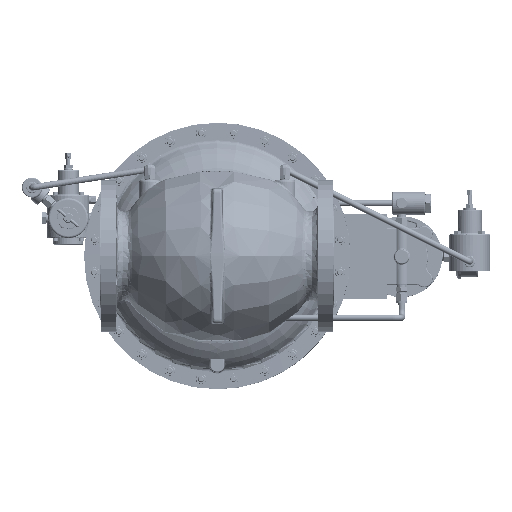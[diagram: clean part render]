
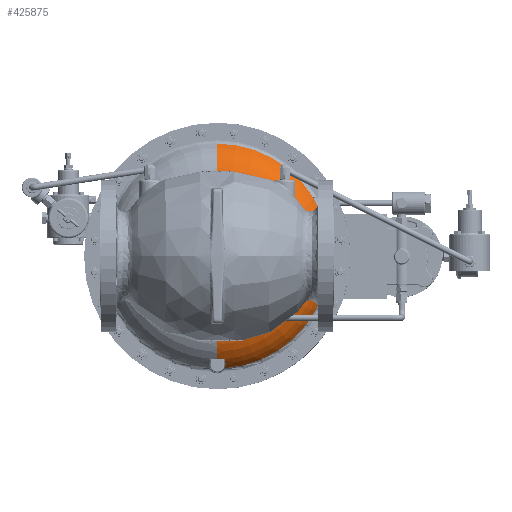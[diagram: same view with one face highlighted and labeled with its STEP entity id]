
A CAD part, front view. The second image highlights one B-rep face of the part: STEP entity #425875.
In plain terms, the highlighted toroidal (fillet/blend) face has major radius 106.491 mm and minor radius 71.438 mm.
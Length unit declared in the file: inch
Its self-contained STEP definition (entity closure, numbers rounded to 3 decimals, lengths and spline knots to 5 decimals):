
#5484 = CIRCLE ( 'NONE', #331454, 6.65423 ) ;
#8223 = AXIS2_PLACEMENT_3D ( 'NONE', #45754, #411953, #114477 ) ;
#12308 = ORIENTED_EDGE ( 'NONE', *, *, #409016, .T. ) ;
#17387 = CARTESIAN_POINT ( 'NONE',  ( 0.48461, 9.86377, -6.23697 ) ) ;
#18776 = DIRECTION ( 'NONE',  ( -1., 0., 0. ) ) ;
#20168 = VERTEX_POINT ( 'NONE', #296691 ) ;
#23209 = ORIENTED_EDGE ( 'NONE', *, *, #181299, .T. ) ;
#25462 = CARTESIAN_POINT ( 'NONE',  ( 0., 11.77634, 0. ) ) ;
#45754 = CARTESIAN_POINT ( 'NONE',  ( 0., 11.77634, 4.19257 ) ) ;
#45929 = CARTESIAN_POINT ( 'NONE',  ( 0., 9.0172, -4.73785 ) ) ;
#48179 = CARTESIAN_POINT ( 'NONE',  ( 0., 9.69753, -6.08697 ) ) ;
#48759 = VERTEX_POINT ( 'NONE', #48179 ) ;
#50256 = CARTESIAN_POINT ( 'NONE',  ( 0.42808, 9.71789, -6.09407 ) ) ;
#52873 = CARTESIAN_POINT ( 'NONE',  ( 0.49359, 10.12388, -6.44957 ) ) ;
#54457 = CARTESIAN_POINT ( 'NONE',  ( 0.47321, 10.36609, -6.60972 ) ) ;
#58743 = FACE_OUTER_BOUND ( 'NONE', #323666, .T. ) ;
#58816 = CARTESIAN_POINT ( 'NONE',  ( 0.49286, 10.21943, -6.51694 ) ) ;
#60540 = AXIS2_PLACEMENT_3D ( 'NONE', #109039, #375451, #315412 ) ;
#68766 = DIRECTION ( 'NONE',  ( 0., 0., -1. ) ) ;
#74061 = CARTESIAN_POINT ( 'NONE',  ( 0.47978, 9.78858, -6.16374 ) ) ;
#75326 = CARTESIAN_POINT ( 'NONE',  ( 0., 9.0172, 0. ) ) ;
#81313 = CARTESIAN_POINT ( 'NONE',  ( 0.36861, 9.69753, -6.0758 ) ) ;
#83500 = CARTESIAN_POINT ( 'NONE',  ( 0.37797, 9.69861, -6.07641 ) ) ;
#83945 = CARTESIAN_POINT ( 'NONE',  ( 0.48988, 10.01651, -6.36868 ) ) ;
#92039 = CARTESIAN_POINT ( 'NONE',  ( 0.49524, 10.17137, -6.48403 ) ) ;
#95283 = ORIENTED_EDGE ( 'NONE', *, *, #163086, .T. ) ;
#98642 = CARTESIAN_POINT ( 'NONE',  ( 0.35904, 9.69753, -6.07637 ) ) ;
#101588 = VERTEX_POINT ( 'NONE', #341005 ) ;
#105132 = CARTESIAN_POINT ( 'NONE',  ( 0.46954, 9.76251, -6.13806 ) ) ;
#109039 = CARTESIAN_POINT ( 'NONE',  ( 0., 9.69753, 0. ) ) ;
#109501 = CARTESIAN_POINT ( 'NONE',  ( 0.48249, 9.80192, -6.1768 ) ) ;
#111867 = CARTESIAN_POINT ( 'NONE',  ( 0.46185, 10.41604, -6.63818 ) ) ;
#113782 = CARTESIAN_POINT ( 'NONE',  ( 0.48296, 9.81555, -6.19006 ) ) ;
#114477 = DIRECTION ( 'NONE',  ( 0., 0., -1. ) ) ;
#115709 = VERTEX_POINT ( 'NONE', #45929 ) ;
#119099 = AXIS2_PLACEMENT_3D ( 'NONE', #258378, #18776, #429185 ) ;
#119405 = CARTESIAN_POINT ( 'NONE',  ( 0.48633, 9.91368, -6.28214 ) ) ;
#124178 = CIRCLE ( 'NONE', #60540, 6.08697 ) ;
#133237 = ORIENTED_EDGE ( 'NONE', *, *, #363305, .F. ) ;
#133515 = B_SPLINE_CURVE_WITH_KNOTS ( 'NONE', 3,
 ( #257014, #17387, #119405, #83945, #285880, #52873 ),
 .UNSPECIFIED., .F., .F.,
 ( 4, 2, 4 ),
 ( 0., 0.00513, 0.01025 ),
 .UNSPECIFIED. ) ;
#135814 = CIRCLE ( 'NONE', #8223, 2.8125 ) ;
#136135 = EDGE_CURVE ( 'NONE', #48759, #115709, #204320, .T. ) ;
#140459 = VERTEX_POINT ( 'NONE', #382553 ) ;
#163086 = EDGE_CURVE ( 'NONE', #48759, #436792, #124178, .T. ) ;
#165644 = AXIS2_PLACEMENT_3D ( 'NONE', #75326, #370618, #68766 ) ;
#173947 = CARTESIAN_POINT ( 'NONE',  ( 0.46185, 10.41604, -6.63818 ) ) ;
#176159 = CARTESIAN_POINT ( 'NONE',  ( 0.48296, 9.81555, -6.19006 ) ) ;
#177556 = DIRECTION ( 'NONE',  ( 0., 0., 1. ) ) ;
#181299 = EDGE_CURVE ( 'NONE', #20168, #101588, #135814, .T. ) ;
#183168 = B_SPLINE_CURVE_WITH_KNOTS ( 'NONE', 3,
 ( #260750, #92039, #58816, #358458, #54457, #173947 ),
 .UNSPECIFIED., .F., .F.,
 ( 4, 2, 4 ),
 ( 0., 0.00443, 0.00887 ),
 .UNSPECIFIED. ) ;
#183181 = CARTESIAN_POINT ( 'NONE',  ( 0.49359, 10.12388, -6.44957 ) ) ;
#204320 = CIRCLE ( 'NONE', #119099, 2.8125 ) ;
#204601 = DIRECTION ( 'NONE',  ( 0., -1., 0. ) ) ;
#205086 = CARTESIAN_POINT ( 'NONE',  ( 0.44104, 9.72769, -6.10364 ) ) ;
#208677 = DIRECTION ( 'NONE',  ( 0., -1., 0. ) ) ;
#216729 = CARTESIAN_POINT ( 'NONE',  ( 0.39625, 9.70279, -6.07983 ) ) ;
#225974 = EDGE_CURVE ( 'NONE', #140459, #101588, #350062, .T. ) ;
#231782 = DIRECTION ( 'NONE',  ( 0., -1., 0. ) ) ;
#232201 = AXIS2_PLACEMENT_3D ( 'NONE', #342144, #204601, #268986 ) ;
#240594 = CARTESIAN_POINT ( 'NONE',  ( 0.46216, 9.75016, -6.12582 ) ) ;
#250017 = CARTESIAN_POINT ( 'NONE',  ( 0.35904, 9.69753, -6.07637 ) ) ;
#257014 = CARTESIAN_POINT ( 'NONE',  ( 0.48296, 9.81555, -6.19006 ) ) ;
#258378 = CARTESIAN_POINT ( 'NONE',  ( 0., 11.77634, -4.19257 ) ) ;
#260056 = B_SPLINE_CURVE_WITH_KNOTS ( 'NONE', 3,
 ( #250017, #81313, #83500, #216729, #354255, #422995, #50256, #205086, #278203, #240594, #105132, #74061, #109501, #176159 ),
 .UNSPECIFIED., .F., .F.,
 ( 4, 2, 2, 2, 2, 2, 4 ),
 ( 0., 0.00072, 0.00144, 0.00216, 0.00288, 0.00431, 0.00575 ),
 .UNSPECIFIED. ) ;
#260750 = CARTESIAN_POINT ( 'NONE',  ( 0.49359, 10.12388, -6.44957 ) ) ;
#268986 = DIRECTION ( 'NONE',  ( 0., 0., -1. ) ) ;
#273069 = TOROIDAL_SURFACE ( 'NONE', #322827, 4.19257, 2.8125 ) ;
#274323 = ORIENTED_EDGE ( 'NONE', *, *, #136135, .F. ) ;
#278203 = CARTESIAN_POINT ( 'NONE',  ( 0.44687, 9.73311, -6.10898 ) ) ;
#285880 = CARTESIAN_POINT ( 'NONE',  ( 0.49171, 10.06944, -6.41007 ) ) ;
#296128 = DIRECTION ( 'NONE',  ( 0., 0., -1. ) ) ;
#296691 = CARTESIAN_POINT ( 'NONE',  ( 0., 10.41604, 6.65423 ) ) ;
#304960 = ORIENTED_EDGE ( 'NONE', *, *, #225974, .F. ) ;
#307209 = ORIENTED_EDGE ( 'NONE', *, *, #407690, .T. ) ;
#307249 = VERTEX_POINT ( 'NONE', #113782 ) ;
#314719 = EDGE_CURVE ( 'NONE', #429617, #20168, #5484, .T. ) ;
#315412 = DIRECTION ( 'NONE',  ( 0., 0., 1. ) ) ;
#322827 = AXIS2_PLACEMENT_3D ( 'NONE', #25462, #231782, #296128 ) ;
#323666 = EDGE_LOOP ( 'NONE', ( #330003, #23209, #304960, #133237, #274323, #95283, #12308, #307209, #383804 ) ) ;
#330003 = ORIENTED_EDGE ( 'NONE', *, *, #314719, .T. ) ;
#331454 = AXIS2_PLACEMENT_3D ( 'NONE', #377305, #208677, #177556 ) ;
#341005 = CARTESIAN_POINT ( 'NONE',  ( 0., 9.0172, 4.73785 ) ) ;
#342144 = CARTESIAN_POINT ( 'NONE',  ( 0., 9.0172, 0. ) ) ;
#350062 = CIRCLE ( 'NONE', #165644, 4.73785 ) ;
#354255 = CARTESIAN_POINT ( 'NONE',  ( 0.40488, 9.70585, -6.0826 ) ) ;
#358458 = CARTESIAN_POINT ( 'NONE',  ( 0.48185, 10.31679, -6.57979 ) ) ;
#363305 = EDGE_CURVE ( 'NONE', #115709, #140459, #437741, .T. ) ;
#370618 = DIRECTION ( 'NONE',  ( 0., -1., 0. ) ) ;
#375451 = DIRECTION ( 'NONE',  ( 0., -1., 0. ) ) ;
#377305 = CARTESIAN_POINT ( 'NONE',  ( 0., 10.41604, 0. ) ) ;
#382553 = CARTESIAN_POINT ( 'NONE',  ( 4.73785, 9.0172, 0. ) ) ;
#383804 = ORIENTED_EDGE ( 'NONE', *, *, #405348, .T. ) ;
#405348 = EDGE_CURVE ( 'NONE', #425617, #429617, #183168, .T. ) ;
#407690 = EDGE_CURVE ( 'NONE', #307249, #425617, #133515, .T. ) ;
#409016 = EDGE_CURVE ( 'NONE', #436792, #307249, #260056, .T. ) ;
#411953 = DIRECTION ( 'NONE',  ( 1., 0., 0. ) ) ;
#422995 = CARTESIAN_POINT ( 'NONE',  ( 0.42081, 9.7134, -6.08973 ) ) ;
#425617 = VERTEX_POINT ( 'NONE', #183181 ) ;
#425875 = ADVANCED_FACE ( 'NONE', ( #58743 ), #273069, .T. ) ;
#429185 = DIRECTION ( 'NONE',  ( 0., 0., 1. ) ) ;
#429617 = VERTEX_POINT ( 'NONE', #111867 ) ;
#436792 = VERTEX_POINT ( 'NONE', #98642 ) ;
#437741 = CIRCLE ( 'NONE', #232201, 4.73785 ) ;
